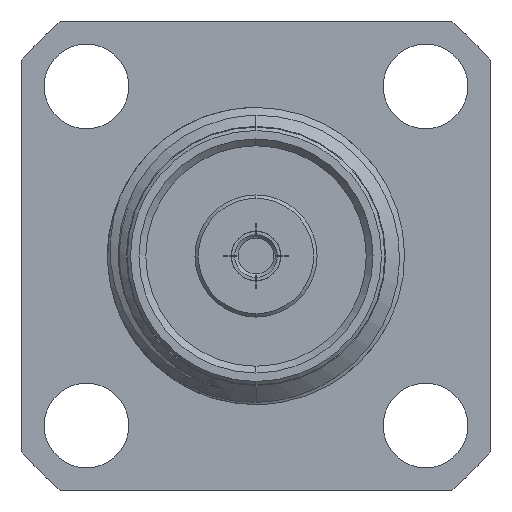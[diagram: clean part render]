
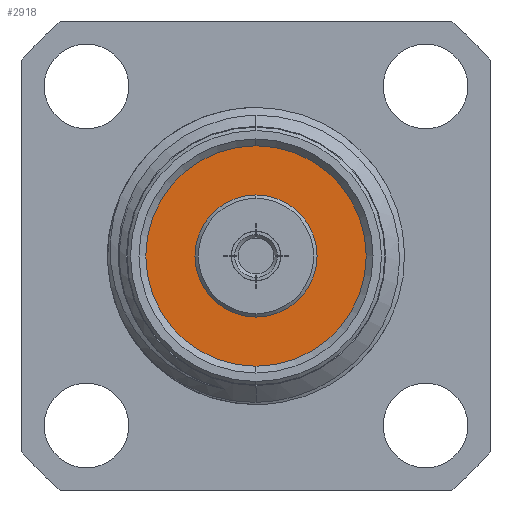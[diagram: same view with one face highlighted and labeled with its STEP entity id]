
A CAD part, left-side view. The second image highlights one B-rep face of the part: STEP entity #2918.
In plain terms, the highlighted planar face has unit normal (-1, 0, 0).
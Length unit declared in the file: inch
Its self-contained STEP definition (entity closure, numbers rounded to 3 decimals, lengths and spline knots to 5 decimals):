
#30 = ORIENTED_EDGE ( 'NONE', *, *, #1133, .T. ) ;
#121 = CIRCLE ( 'NONE', #1167, 0.1625 ) ;
#192 = CARTESIAN_POINT ( 'NONE',  ( 0.33, 0., 0.09 ) ) ;
#216 = DIRECTION ( 'NONE',  ( -1., 0., 0. ) ) ;
#248 = CARTESIAN_POINT ( 'NONE',  ( 0.33, 0., 0. ) ) ;
#256 = AXIS2_PLACEMENT_3D ( 'NONE', #248, #702, #3794 ) ;
#344 = FACE_OUTER_BOUND ( 'NONE', #1820, .T. ) ;
#702 = DIRECTION ( 'NONE',  ( -1., 0., 0. ) ) ;
#780 = AXIS2_PLACEMENT_3D ( 'NONE', #4413, #2464, #4908 ) ;
#959 = CARTESIAN_POINT ( 'NONE',  ( 0.33, 0., 0. ) ) ;
#1133 = EDGE_CURVE ( 'NONE', #4328, #1729, #3365, .T. ) ;
#1167 = AXIS2_PLACEMENT_3D ( 'NONE', #959, #6005, #4547 ) ;
#1176 = ORIENTED_EDGE ( 'NONE', *, *, #6277, .F. ) ;
#1329 = DIRECTION ( 'NONE',  ( 0., 0., 1. ) ) ;
#1490 = EDGE_CURVE ( 'NONE', #4106, #2634, #6254, .T. ) ;
#1729 = VERTEX_POINT ( 'NONE', #5315 ) ;
#1820 = EDGE_LOOP ( 'NONE', ( #4781, #30 ) ) ;
#2204 = CARTESIAN_POINT ( 'NONE',  ( 0.33, 0., 0. ) ) ;
#2264 = DIRECTION ( 'NONE',  ( 0., 0., 1. ) ) ;
#2464 = DIRECTION ( 'NONE',  ( -1., 0., 0. ) ) ;
#2472 = ORIENTED_EDGE ( 'NONE', *, *, #1490, .F. ) ;
#2634 = VERTEX_POINT ( 'NONE', #192 ) ;
#2918 = ADVANCED_FACE ( 'NONE', ( #3902, #344 ), #5395, .T. ) ;
#3222 = CIRCLE ( 'NONE', #256, 0.09 ) ;
#3365 = CIRCLE ( 'NONE', #5500, 0.1625 ) ;
#3427 = CARTESIAN_POINT ( 'NONE',  ( 0.33, 0., 0. ) ) ;
#3434 = CARTESIAN_POINT ( 'NONE',  ( 0.33, 0., -0.09 ) ) ;
#3664 = AXIS2_PLACEMENT_3D ( 'NONE', #2204, #216, #2264 ) ;
#3794 = DIRECTION ( 'NONE',  ( 0., 0., 1. ) ) ;
#3902 = FACE_BOUND ( 'NONE', #5711, .T. ) ;
#3979 = CARTESIAN_POINT ( 'NONE',  ( 0.33, 0., -0.1625 ) ) ;
#4106 = VERTEX_POINT ( 'NONE', #3434 ) ;
#4255 = EDGE_CURVE ( 'NONE', #1729, #4328, #121, .T. ) ;
#4328 = VERTEX_POINT ( 'NONE', #3979 ) ;
#4413 = CARTESIAN_POINT ( 'NONE',  ( 0.33, 0., 0. ) ) ;
#4547 = DIRECTION ( 'NONE',  ( 0., 0., 1. ) ) ;
#4781 = ORIENTED_EDGE ( 'NONE', *, *, #4255, .T. ) ;
#4905 = DIRECTION ( 'NONE',  ( -1., 0., 0. ) ) ;
#4908 = DIRECTION ( 'NONE',  ( 0., 0., 1. ) ) ;
#5315 = CARTESIAN_POINT ( 'NONE',  ( 0.33, 0., 0.1625 ) ) ;
#5395 = PLANE ( 'NONE',  #780 ) ;
#5500 = AXIS2_PLACEMENT_3D ( 'NONE', #3427, #4905, #1329 ) ;
#5711 = EDGE_LOOP ( 'NONE', ( #2472, #1176 ) ) ;
#6005 = DIRECTION ( 'NONE',  ( -1., 0., 0. ) ) ;
#6254 = CIRCLE ( 'NONE', #3664, 0.09 ) ;
#6277 = EDGE_CURVE ( 'NONE', #2634, #4106, #3222, .T. ) ;
